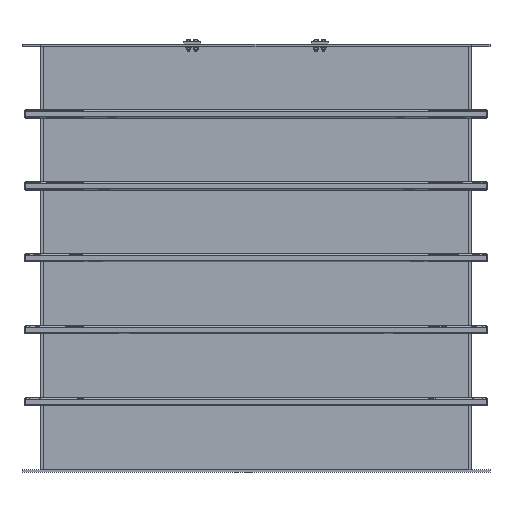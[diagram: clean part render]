
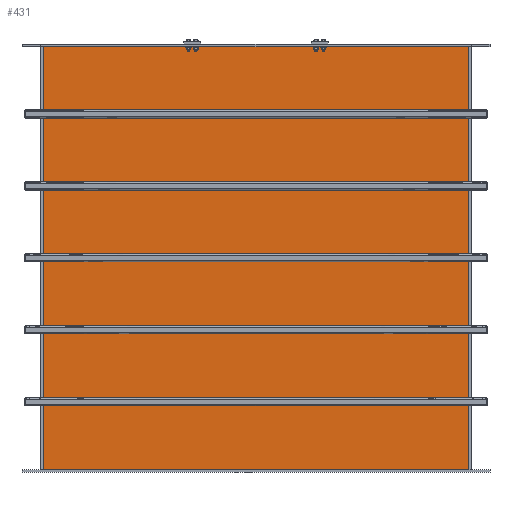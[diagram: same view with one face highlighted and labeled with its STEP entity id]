
A CAD part, left-side view. The second image highlights one B-rep face of the part: STEP entity #431.
In plain terms, the highlighted free-form (B-spline) face has degree [1, 1] with [2, 2] control points.
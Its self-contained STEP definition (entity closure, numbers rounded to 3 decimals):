
#431 = ADVANCED_FACE('',(#432),#462,.T.);
#432 = FACE_BOUND('',#433,.T.);
#433 = EDGE_LOOP('',(#434,#443,#450,#457));
#434 = ORIENTED_EDGE('',*,*,#435,.T.);
#435 = EDGE_CURVE('',#436,#438,#440,.T.);
#436 = VERTEX_POINT('',#437);
#437 = CARTESIAN_POINT('',(-507.744,-1161.885,
    2323.769));
#438 = VERTEX_POINT('',#439);
#439 = CARTESIAN_POINT('',(-507.744,1161.885,
    2323.769));
#440 = B_SPLINE_CURVE_WITH_KNOTS('',1,(#441,#442),.UNSPECIFIED.,.F.,.F.,
  (2,2),(-1500.,500.),.PIECEWISE_BEZIER_KNOTS.);
#441 = CARTESIAN_POINT('',(-507.744,-1161.885,
    2323.769));
#442 = CARTESIAN_POINT('',(-507.744,1161.885,
    2323.769));
#443 = ORIENTED_EDGE('',*,*,#444,.F.);
#444 = EDGE_CURVE('',#445,#438,#447,.T.);
#445 = VERTEX_POINT('',#446);
#446 = CARTESIAN_POINT('',(-507.744,1161.885,0.));
#447 = B_SPLINE_CURVE_WITH_KNOTS('',1,(#448,#449),.UNSPECIFIED.,.F.,.F.,
  (2,2),(0.,2000.),.PIECEWISE_BEZIER_KNOTS.);
#448 = CARTESIAN_POINT('',(-507.744,1161.885,0.));
#449 = CARTESIAN_POINT('',(-507.744,1161.885,
    2323.769));
#450 = ORIENTED_EDGE('',*,*,#451,.T.);
#451 = EDGE_CURVE('',#445,#452,#454,.T.);
#452 = VERTEX_POINT('',#453);
#453 = CARTESIAN_POINT('',(-507.744,-1161.885,0.));
#454 = B_SPLINE_CURVE_WITH_KNOTS('',1,(#455,#456),.UNSPECIFIED.,.F.,.F.,
  (2,2),(12.,2012.),.PIECEWISE_BEZIER_KNOTS.);
#455 = CARTESIAN_POINT('',(-507.744,1161.885,0.));
#456 = CARTESIAN_POINT('',(-507.744,-1161.885,0.));
#457 = ORIENTED_EDGE('',*,*,#458,.T.);
#458 = EDGE_CURVE('',#452,#436,#459,.T.);
#459 = B_SPLINE_CURVE_WITH_KNOTS('',1,(#460,#461),.UNSPECIFIED.,.F.,.F.,
  (2,2),(0.,2000.),.PIECEWISE_BEZIER_KNOTS.);
#460 = CARTESIAN_POINT('',(-507.744,-1161.885,0.));
#461 = CARTESIAN_POINT('',(-507.744,-1161.885,
    2323.769));
#462 = B_SPLINE_SURFACE_WITH_KNOTS('',1,1,(
    (#463,#464)
    ,(#465,#466
    )),.UNSPECIFIED.,.F.,.F.,.F.,(2,2),(2,2),(0.,2000.),(0.,2000.),
  .PIECEWISE_BEZIER_KNOTS.);
#463 = CARTESIAN_POINT('',(-507.744,1161.885,0.));
#464 = CARTESIAN_POINT('',(-507.744,1161.885,
    2323.769));
#465 = CARTESIAN_POINT('',(-507.744,-1161.885,0.));
#466 = CARTESIAN_POINT('',(-507.744,-1161.885,
    2323.769));
